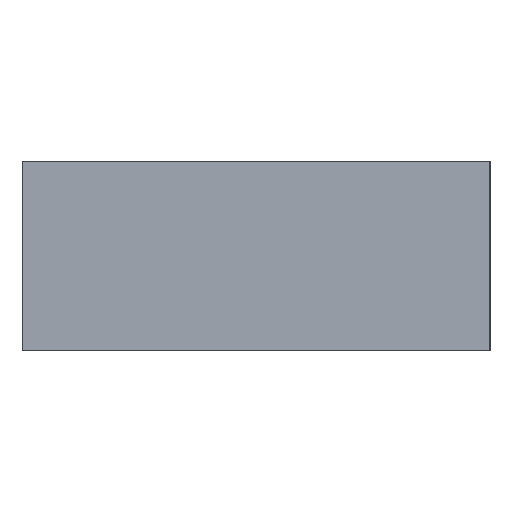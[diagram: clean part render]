
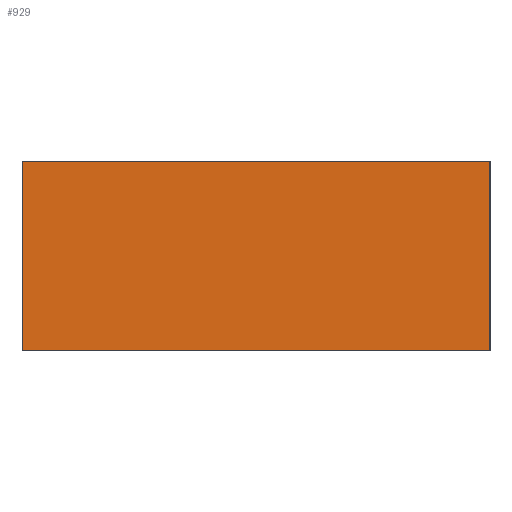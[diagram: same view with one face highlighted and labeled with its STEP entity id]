
A CAD part, left-side view. The second image highlights one B-rep face of the part: STEP entity #929.
In plain terms, the highlighted planar face has unit normal (-1, 0, 0).
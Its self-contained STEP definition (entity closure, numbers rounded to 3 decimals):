
#93=FACE_OUTER_BOUND('',#143,.T.);
#143=EDGE_LOOP('',(#831,#832,#833,#834));
#199=LINE('',#1404,#309);
#205=LINE('',#1424,#315);
#225=LINE('',#1465,#335);
#228=LINE('',#1470,#338);
#309=VECTOR('',#1140,10.);
#315=VECTOR('',#1160,10.);
#335=VECTOR('',#1192,10.);
#338=VECTOR('',#1197,10.);
#414=VERTEX_POINT('',#1401);
#415=VERTEX_POINT('',#1403);
#422=VERTEX_POINT('',#1423);
#437=VERTEX_POINT('',#1463);
#521=EDGE_CURVE('',#414,#415,#199,.T.);
#531=EDGE_CURVE('',#422,#415,#205,.T.);
#553=EDGE_CURVE('',#437,#414,#225,.T.);
#556=EDGE_CURVE('',#437,#422,#228,.T.);
#831=ORIENTED_EDGE('',*,*,#556,.T.);
#832=ORIENTED_EDGE('',*,*,#531,.T.);
#833=ORIENTED_EDGE('',*,*,#521,.F.);
#834=ORIENTED_EDGE('',*,*,#553,.F.);
#882=PLANE('',#1010);
#929=ADVANCED_FACE('',(#93),#882,.T.);
#1010=AXIS2_PLACEMENT_3D('',#1525,#1251,#1252);
#1140=DIRECTION('',(0.,-1.,0.));
#1160=DIRECTION('',(0.,0.,1.));
#1192=DIRECTION('',(0.,0.,1.));
#1197=DIRECTION('',(0.,-1.,0.));
#1251=DIRECTION('center_axis',(-1.,0.,0.));
#1252=DIRECTION('ref_axis',(0.,-1.,0.));
#1401=CARTESIAN_POINT('',(-28.9,13.1,10.6));
#1403=CARTESIAN_POINT('',(-28.9,-13.1,10.6));
#1404=CARTESIAN_POINT('',(-28.9,6.55,10.6));
#1423=CARTESIAN_POINT('',(-28.9,-13.1,0.));
#1424=CARTESIAN_POINT('',(-28.9,-13.1,0.));
#1463=CARTESIAN_POINT('',(-28.9,13.1,0.));
#1465=CARTESIAN_POINT('',(-28.9,13.1,0.));
#1470=CARTESIAN_POINT('',(-28.9,13.1,0.));
#1525=CARTESIAN_POINT('Origin',(-28.9,13.1,0.));
